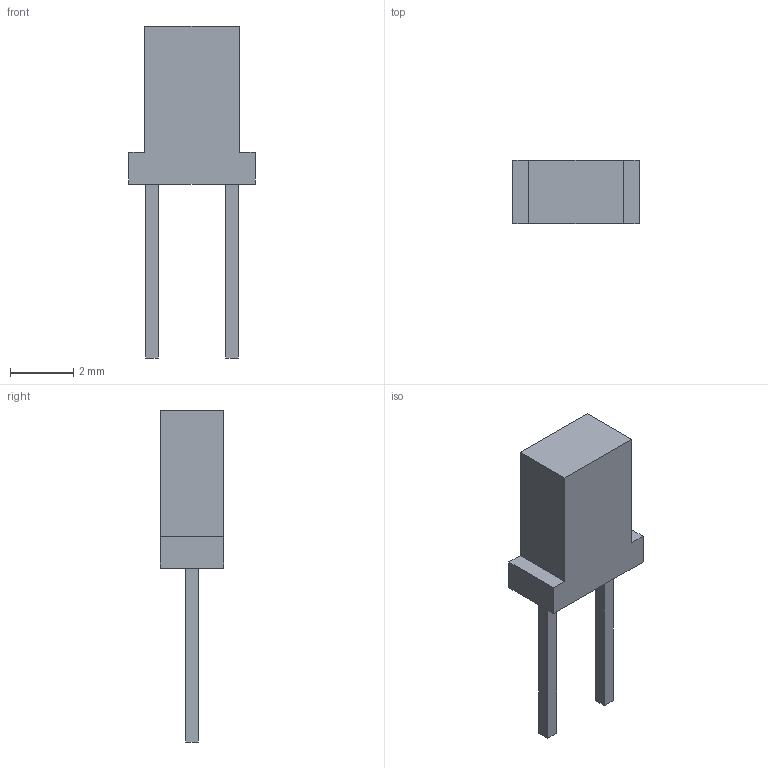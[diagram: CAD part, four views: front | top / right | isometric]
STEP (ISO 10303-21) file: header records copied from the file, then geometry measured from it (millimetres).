
FILE_DESCRIPTION(('FreeCAD Model'),'2;1');
FILE_NAME('LED_Rectangular_W3.0mm_H2.0mm.step','2017-11-25T21:54:21',( 'kicad StepUp'),('ksu MCAD'),'Open CASCADE STEP processor 6.8', 'FreeCAD','Unknown');
FILE_SCHEMA(('AUTOMOTIVE_DESIGN_CC2 { 1 2 10303 214 -1 1 5 4 }'));
Length unit declared in the file: millimetre
Products named in the file (1): LED_Rectangular_W3.0mm_H2.0mm
Bounding box: 4 x 2 x 10.5 mm (x, y, z)
Volume: 33.8 mm3; surface area: 85.6 mm2
Topology: 1 solids, 1 shells, 20 faces, 48 edges, 32 vertices
Faces by surface type: plane 20
Entity records: 429 total; most frequent: ORIENTED_EDGE 70, CARTESIAN_POINT 51, EDGE_CURVE 48, LINE 48, VERTEX_POINT 32, FACE_BOUND 22, EDGE_LOOP 22, AXIS2_PLACEMENT_3D 21
